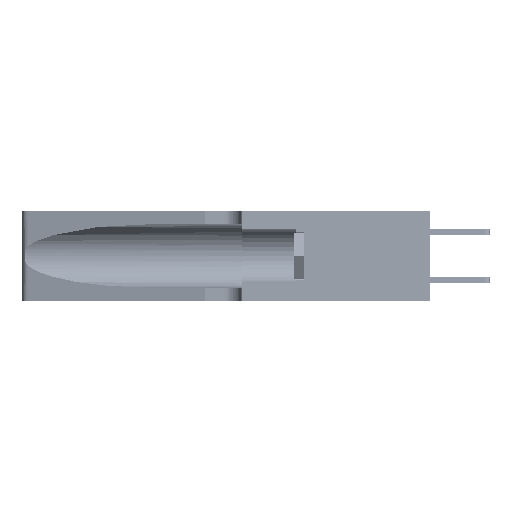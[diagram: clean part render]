
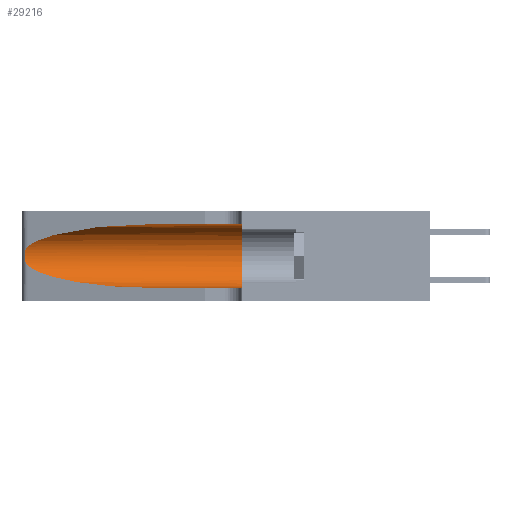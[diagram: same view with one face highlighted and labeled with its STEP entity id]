
A CAD part, left-side view. The second image highlights one B-rep face of the part: STEP entity #29216.
In plain terms, the highlighted cylindrical face has radius 3.308 mm (diameter 6.617 mm), a partial arc.
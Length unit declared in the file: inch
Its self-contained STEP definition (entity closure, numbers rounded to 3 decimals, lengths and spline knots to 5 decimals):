
#243 = DIRECTION ( 'NONE',  ( 0., 0., 1. ) ) ;
#380 = CARTESIAN_POINT ( 'NONE',  ( 0.25487, 1.22718, 0.22369 ) ) ;
#603 = EDGE_CURVE ( 'NONE', #21772, #20795, #38875, .T. ) ;
#1209 = CARTESIAN_POINT ( 'NONE',  ( 0.25487, 1.22718, 0.14631 ) ) ;
#1882 = EDGE_CURVE ( 'NONE', #46280, #33429, #44845, .T. ) ;
#1939 = CARTESIAN_POINT ( 'NONE',  ( 0.25487, 1.22718, 0.14631 ) ) ;
#2377 = CARTESIAN_POINT ( 'NONE',  ( 0.25639, 1.23186, 0.15144 ) ) ;
#2878 =( BOUNDED_CURVE ( )  B_SPLINE_CURVE ( 3, ( #1209, #5415, #5587, #49028 ),
 .UNSPECIFIED., .F., .F. ) 
 B_SPLINE_CURVE_WITH_KNOTS ( ( 4, 4 ),
 ( 3.44316, 4.71239 ),
 .UNSPECIFIED. ) 
 CURVE ( )  GEOMETRIC_REPRESENTATION_ITEM ( )  RATIONAL_B_SPLINE_CURVE ( ( 1., 0.87, 0.87, 1. ) ) 
 REPRESENTATION_ITEM ( '' )  );
#3493 = VERTEX_POINT ( 'NONE', #44932 ) ;
#3585 = DIRECTION ( 'NONE',  ( 0., -1., 0. ) ) ;
#5415 = CARTESIAN_POINT ( 'NONE',  ( 0.2373, 1.15595, 0.08982 ) ) ;
#5587 = CARTESIAN_POINT ( 'NONE',  ( 0.18966, 0.96281, 0.05475 ) ) ;
#6407 = CARTESIAN_POINT ( 'NONE',  ( 0.25789, 1.23486, 0.15765 ) ) ;
#6479 = ORIENTED_EDGE ( 'NONE', *, *, #24698, .T. ) ;
#6604 = AXIS2_PLACEMENT_3D ( 'NONE', #8888, #17596, #243 ) ;
#8888 = CARTESIAN_POINT ( 'NONE',  ( 0.1305, 0.35, 0.185 ) ) ;
#9476 = CARTESIAN_POINT ( 'NONE',  ( 0.1305, 0.72297, 0.31525 ) ) ;
#10113 = ORIENTED_EDGE ( 'NONE', *, *, #12382, .F. ) ;
#11371 = CARTESIAN_POINT ( 'NONE',  ( 0.25487, 1.22718, 0.14631 ) ) ;
#12382 = EDGE_CURVE ( 'NONE', #46280, #21772, #18605, .T. ) ;
#13924 = AXIS2_PLACEMENT_3D ( 'NONE', #42352, #3585, #50508 ) ;
#14096 = EDGE_CURVE ( 'NONE', #3493, #20795, #39896, .T. ) ;
#15118 = FACE_OUTER_BOUND ( 'NONE', #30150, .T. ) ;
#15613 = ORIENTED_EDGE ( 'NONE', *, *, #39693, .T. ) ;
#16675 = DIRECTION ( 'NONE',  ( 0., -1., 0. ) ) ;
#17200 = CARTESIAN_POINT ( 'NONE',  ( 0.1305, 0.35, 0.05475 ) ) ;
#17488 = CARTESIAN_POINT ( 'NONE',  ( 0.1305, 0.72297, 0.31525 ) ) ;
#17596 = DIRECTION ( 'NONE',  ( 0., 1., 0. ) ) ;
#18605 = LINE ( 'NONE', #20408, #23802 ) ;
#18820 = CARTESIAN_POINT ( 'NONE',  ( 0.25555, 1.22994, 0.2215 ) ) ;
#19334 = CARTESIAN_POINT ( 'NONE',  ( 0.1305, 0.35, 0.31525 ) ) ;
#20408 = CARTESIAN_POINT ( 'NONE',  ( 0.1305, 1.61858, 0.31525 ) ) ;
#20795 = VERTEX_POINT ( 'NONE', #17200 ) ;
#21772 = VERTEX_POINT ( 'NONE', #19334 ) ;
#23246 = CARTESIAN_POINT ( 'NONE',  ( 0.26075, 1.23896, 0.19203 ) ) ;
#23613 = CARTESIAN_POINT ( 'NONE',  ( 0.26017, 1.23833, 0.17102 ) ) ;
#23793 = CARTESIAN_POINT ( 'NONE',  ( 0.25854, 1.2359, 0.20912 ) ) ;
#23802 = VECTOR ( 'NONE', #16675, 39.37008 ) ;
#24698 = EDGE_CURVE ( 'NONE', #33429, #53950, #40447, .T. ) ;
#24760 = DIRECTION ( 'NONE',  ( 0., -1., 0. ) ) ;
#26524 = CARTESIAN_POINT ( 'NONE',  ( 0.2373, 1.15595, 0.28018 ) ) ;
#27285 = CARTESIAN_POINT ( 'NONE',  ( 0.25787, 1.23484, 0.2124 ) ) ;
#27469 = CARTESIAN_POINT ( 'NONE',  ( 0.26075, 1.23896, 0.178 ) ) ;
#29216 = ADVANCED_FACE ( 'NONE', ( #15118 ), #44855, .F. ) ;
#29358 = CARTESIAN_POINT ( 'NONE',  ( 0.1305, 1.61858, 0.05475 ) ) ;
#30150 = EDGE_LOOP ( 'NONE', ( #33329, #6479, #15613, #42690, #38064, #10113 ) ) ;
#30757 = CARTESIAN_POINT ( 'NONE',  ( 0.25487, 1.22718, 0.22369 ) ) ;
#32601 = VECTOR ( 'NONE', #24760, 39.37008 ) ;
#33329 = ORIENTED_EDGE ( 'NONE', *, *, #1882, .T. ) ;
#33429 = VERTEX_POINT ( 'NONE', #380 ) ;
#38064 = ORIENTED_EDGE ( 'NONE', *, *, #603, .F. ) ;
#38875 = CIRCLE ( 'NONE', #6604, 0.13025 ) ;
#39693 = EDGE_CURVE ( 'NONE', #53950, #3493, #2878, .T. ) ;
#39896 = LINE ( 'NONE', #29358, #32601 ) ;
#40404 = CARTESIAN_POINT ( 'NONE',  ( 0.25555, 1.22993, 0.14849 ) ) ;
#40447 = B_SPLINE_CURVE_WITH_KNOTS ( 'NONE', 3,
 ( #48173, #18820, #48358, #27285, #23793, #53332, #23246, #27469, #23613, #40594, #6407, #2377, #40404, #11371 ),
 .UNSPECIFIED., .F., .F.,
 ( 4, 2, 2, 2, 2, 2, 4 ),
 ( 0., 0.00027, 0.00053, 0.00107, 0.0016, 0.00187, 0.00214 ),
 .UNSPECIFIED. ) ;
#40594 = CARTESIAN_POINT ( 'NONE',  ( 0.25856, 1.23593, 0.16098 ) ) ;
#42352 = CARTESIAN_POINT ( 'NONE',  ( 0.1305, 1.61858, 0.185 ) ) ;
#42690 = ORIENTED_EDGE ( 'NONE', *, *, #14096, .T. ) ;
#44845 =( BOUNDED_CURVE ( )  B_SPLINE_CURVE ( 3, ( #17488, #47237, #26524, #30757 ),
 .UNSPECIFIED., .F., .F. ) 
 B_SPLINE_CURVE_WITH_KNOTS ( ( 4, 4 ),
 ( 1.5708, 2.84003 ),
 .UNSPECIFIED. ) 
 CURVE ( )  GEOMETRIC_REPRESENTATION_ITEM ( )  RATIONAL_B_SPLINE_CURVE ( ( 1., 0.87, 0.87, 1. ) ) 
 REPRESENTATION_ITEM ( '' )  );
#44855 = CYLINDRICAL_SURFACE ( 'NONE', #13924, 0.13025 ) ;
#44932 = CARTESIAN_POINT ( 'NONE',  ( 0.1305, 0.72297, 0.05475 ) ) ;
#46280 = VERTEX_POINT ( 'NONE', #9476 ) ;
#47237 = CARTESIAN_POINT ( 'NONE',  ( 0.18966, 0.96281, 0.31525 ) ) ;
#48173 = CARTESIAN_POINT ( 'NONE',  ( 0.25487, 1.22718, 0.22369 ) ) ;
#48358 = CARTESIAN_POINT ( 'NONE',  ( 0.25639, 1.23184, 0.21858 ) ) ;
#49028 = CARTESIAN_POINT ( 'NONE',  ( 0.1305, 0.72297, 0.05475 ) ) ;
#50508 = DIRECTION ( 'NONE',  ( 0., 0., -1. ) ) ;
#53332 = CARTESIAN_POINT ( 'NONE',  ( 0.26018, 1.23835, 0.19895 ) ) ;
#53950 = VERTEX_POINT ( 'NONE', #1939 ) ;
